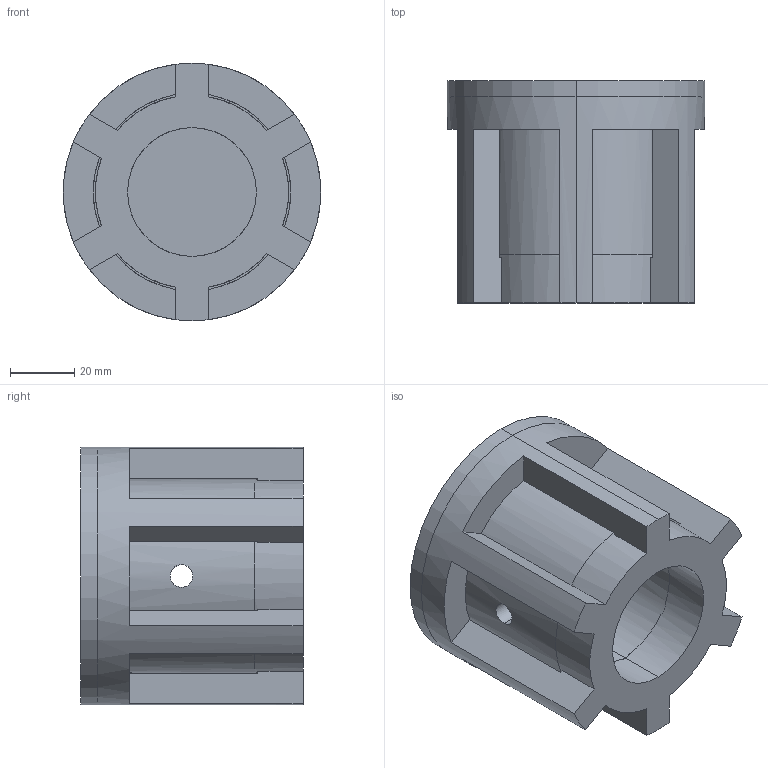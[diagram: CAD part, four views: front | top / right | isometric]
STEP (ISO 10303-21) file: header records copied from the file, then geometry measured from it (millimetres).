
FILE_DESCRIPTION (( 'STEP AP214' ), '1' );
FILE_NAME ('Baugruppe1.STEP', '2016-08-08T10:28:50', ( 'EV Group' ), ( 'EV Group' ), 'SwSTEP 2.0', 'SolidWorks 2014', '' );
FILE_SCHEMA (( 'AUTOMOTIVE_DESIGN' ));
Length unit declared in the file: millimetre
Products named in the file (7): Deckel^Baugruppe1; Hubteil^Baugruppe1; Hubscheibe; Baugruppe1
Assembly tree (3 placements, depth 2):
  Deckel^Baugruppe1
  Hubteil^Baugruppe1
  Hubscheibe
  Baugruppe1
    Hubscheibe
    Hubteil^Baugruppe1
    Deckel^Baugruppe1
Bounding box: 80 x 69 x 80 mm (x, y, z)
Volume: 187344.6 mm3; surface area: 58836.9 mm2
Topology: 3 solids, 3 shells, 206 faces, 591 edges, 386 vertices
Faces by surface type: bspline 72, plane 69, cylinder 65
Entity records: 8758 total; most frequent: CARTESIAN_POINT 3674, ORIENTED_EDGE 1182, DIRECTION 825, EDGE_CURVE 591, VERTEX_POINT 386, AXIS2_PLACEMENT_3D 345, B_SPLINE_CURVE_WITH_KNOTS 252, EDGE_LOOP 243
